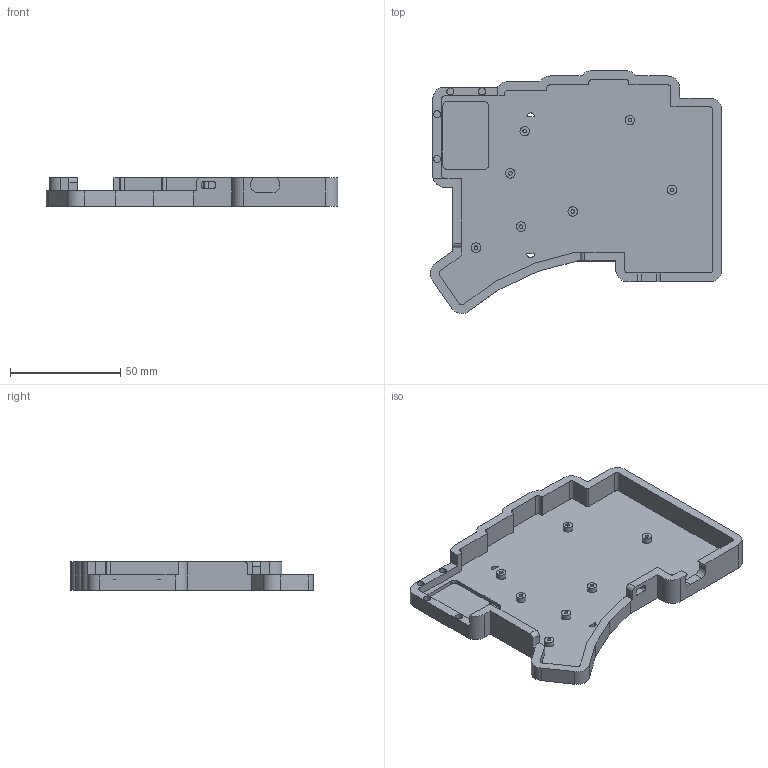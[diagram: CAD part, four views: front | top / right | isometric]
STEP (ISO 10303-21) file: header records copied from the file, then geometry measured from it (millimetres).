
FILE_DESCRIPTION(/* description */ ('KiCad electronic assembly'),/* implementation_level */ '2;1');
FILE_NAME(/* name */ 'pinkeybd_R_ver2.1_bottom_case.step',/* time_stamp */ '2025-10-28T22:16:42+09:00',/* author */ (''),/* organization */ (''),/* preprocessor_version */ 'ST-DEVELOPER v20.1',/* originating_system */ 'Autodesk Translation Framework v14.17.0.0',/* authorisation */ '');
FILE_SCHEMA (('AUTOMOTIVE_DESIGN { 1 0 10303 214 3 1 1 }'));
Length unit declared in the file: millimetre
Products named in the file (2): pinkeybd_R 1; R_Axial_DIN0207_L6.3mm_D2.5mm_P7.62mm_Horizontal
Assembly tree (1 placements, depth 2):
  pinkeybd_R 1
    R_Axial_DIN0207_L6.3mm_D2.5mm_P7.62mm_Horizontal
Bounding box: 132.01 x 110.08 x 13 mm (x, y, z)
Volume: 47507.8 mm3; surface area: 32421.4 mm2
Topology: 1 solids, 1 shells, 171 faces, 431 edges, 287 vertices
Faces by surface type: plane 95, cylinder 76
Full cylindrical faces by diameter (mm): 1.623 x7, 3.2 x10, 4.3 x7
Entity records: 5236 total; most frequent: DIRECTION 933, CARTESIAN_POINT 892, ORIENTED_EDGE 862, EDGE_CURVE 431, AXIS2_PLACEMENT_3D 328, VERTEX_POINT 287, LINE 277, VECTOR 277
